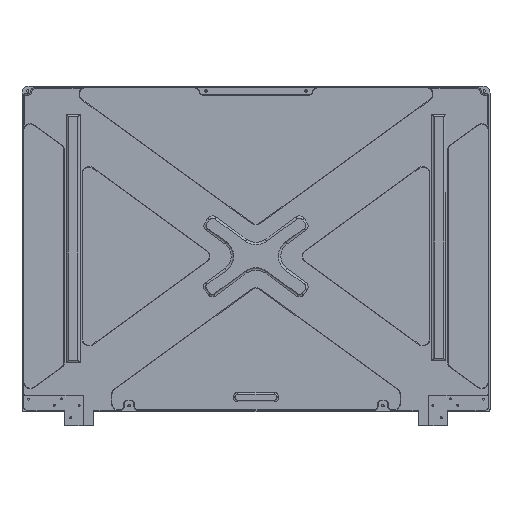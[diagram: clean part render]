
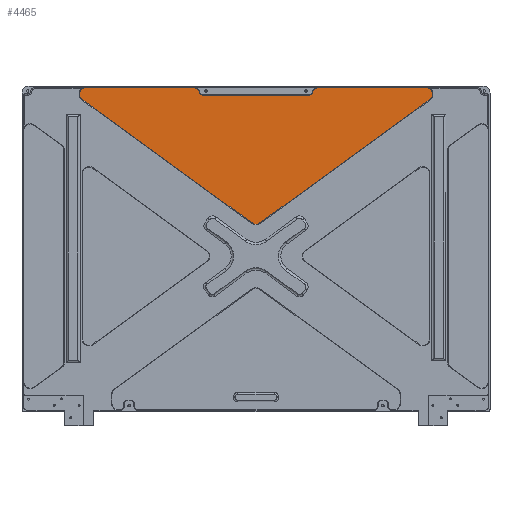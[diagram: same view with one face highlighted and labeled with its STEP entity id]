
A CAD part, top view. The second image highlights one B-rep face of the part: STEP entity #4465.
In plain terms, the highlighted planar face has unit normal (0, 0, 1).
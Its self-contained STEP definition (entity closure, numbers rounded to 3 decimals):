
#413=FACE_OUTER_BOUND('',#695,.T.);
#695=EDGE_LOOP('',(#3769,#3770,#3771,#3772,#3773,#3774,#3775,#3776,#3777,
#3778,#3779,#3780));
#1047=LINE('',#7795,#1389);
#1048=LINE('',#7803,#1390);
#1049=LINE('',#7837,#1391);
#1051=LINE('',#7840,#1393);
#1052=LINE('',#7842,#1394);
#1389=VECTOR('',#6167,10.);
#1390=VECTOR('',#6178,10.);
#1391=VECTOR('',#6223,10.);
#1393=VECTOR('',#6227,10.);
#1394=VECTOR('',#6230,10.);
#1690=CIRCLE('',#4949,5.6);
#1693=CIRCLE('',#4954,5.6);
#1696=CIRCLE('',#4959,5.6);
#1700=CIRCLE('',#4964,5.6);
#1702=CIRCLE('',#4967,2.4);
#1707=CIRCLE('',#4973,2.4);
#1709=CIRCLE('',#4976,5.6);
#2092=VERTEX_POINT('',#7787);
#2093=VERTEX_POINT('',#7789);
#2094=VERTEX_POINT('',#7793);
#2095=VERTEX_POINT('',#7797);
#2096=VERTEX_POINT('',#7801);
#2097=VERTEX_POINT('',#7805);
#2098=VERTEX_POINT('',#7809);
#2100=VERTEX_POINT('',#7813);
#2102=VERTEX_POINT('',#7818);
#2103=VERTEX_POINT('',#7823);
#2106=VERTEX_POINT('',#7828);
#2107=VERTEX_POINT('',#7832);
#2668=EDGE_CURVE('',#2093,#2092,#1690,.T.);
#2670=EDGE_CURVE('',#2094,#2093,#1047,.T.);
#2672=EDGE_CURVE('',#2095,#2094,#1693,.T.);
#2674=EDGE_CURVE('',#2096,#2095,#1048,.T.);
#2676=EDGE_CURVE('',#2097,#2096,#1696,.T.);
#2680=EDGE_CURVE('',#2100,#2098,#1700,.T.);
#2682=EDGE_CURVE('',#2102,#2100,#1702,.T.);
#2687=EDGE_CURVE('',#2106,#2103,#1707,.T.);
#2689=EDGE_CURVE('',#2107,#2106,#1709,.T.);
#2691=EDGE_CURVE('',#2103,#2102,#1049,.T.);
#2693=EDGE_CURVE('',#2092,#2107,#1051,.T.);
#2694=EDGE_CURVE('',#2098,#2097,#1052,.T.);
#3769=ORIENTED_EDGE('',*,*,#2687,.F.);
#3770=ORIENTED_EDGE('',*,*,#2689,.F.);
#3771=ORIENTED_EDGE('',*,*,#2693,.F.);
#3772=ORIENTED_EDGE('',*,*,#2668,.F.);
#3773=ORIENTED_EDGE('',*,*,#2670,.F.);
#3774=ORIENTED_EDGE('',*,*,#2672,.F.);
#3775=ORIENTED_EDGE('',*,*,#2674,.F.);
#3776=ORIENTED_EDGE('',*,*,#2676,.F.);
#3777=ORIENTED_EDGE('',*,*,#2694,.F.);
#3778=ORIENTED_EDGE('',*,*,#2680,.F.);
#3779=ORIENTED_EDGE('',*,*,#2682,.F.);
#3780=ORIENTED_EDGE('',*,*,#2691,.F.);
#4239=PLANE('',#4985);
#4465=ADVANCED_FACE('',(#413),#4239,.F.);
#4949=AXIS2_PLACEMENT_3D('',#7791,#6161,#6162);
#4954=AXIS2_PLACEMENT_3D('',#7799,#6172,#6173);
#4959=AXIS2_PLACEMENT_3D('',#7807,#6183,#6184);
#4964=AXIS2_PLACEMENT_3D('',#7815,#6193,#6194);
#4967=AXIS2_PLACEMENT_3D('',#7820,#6199,#6200);
#4973=AXIS2_PLACEMENT_3D('',#7830,#6211,#6212);
#4976=AXIS2_PLACEMENT_3D('',#7834,#6217,#6218);
#4985=AXIS2_PLACEMENT_3D('',#7851,#6241,#6242);
#6161=DIRECTION('center_axis',(0.,0.,-1.));
#6162=DIRECTION('ref_axis',(-0.951,0.309,0.));
#6167=DIRECTION('',(-0.809,0.588,0.));
#6172=DIRECTION('center_axis',(0.,0.,-1.));
#6173=DIRECTION('ref_axis',(0.,-1.,0.));
#6178=DIRECTION('',(-0.809,-0.588,0.));
#6183=DIRECTION('center_axis',(0.,0.,-1.));
#6184=DIRECTION('ref_axis',(0.951,0.309,0.));
#6193=DIRECTION('center_axis',(0.,0.,-1.));
#6194=DIRECTION('ref_axis',(-0.625,0.781,0.));
#6199=DIRECTION('center_axis',(0.,0.,1.));
#6200=DIRECTION('ref_axis',(0.625,-0.781,0.));
#6211=DIRECTION('center_axis',(0.,0.,1.));
#6212=DIRECTION('ref_axis',(-0.625,-0.781,0.));
#6217=DIRECTION('center_axis',(0.,0.,-1.));
#6218=DIRECTION('ref_axis',(0.625,0.781,0.));
#6223=DIRECTION('',(1.,0.,0.));
#6227=DIRECTION('',(1.,0.,0.));
#6230=DIRECTION('',(1.,0.,0.));
#6241=DIRECTION('center_axis',(0.,0.,-1.));
#6242=DIRECTION('ref_axis',(-1.,0.,0.));
#7787=CARTESIAN_POINT('',(53.196,260.15,-7.));
#7789=CARTESIAN_POINT('',(49.906,250.018,-7.));
#7791=CARTESIAN_POINT('Origin',(53.196,254.55,-7.));
#7793=CARTESIAN_POINT('',(194.24,145.227,-7.));
#7795=CARTESIAN_POINT('',(200.535,140.657,-7.));
#7797=CARTESIAN_POINT('',(200.82,145.227,-7.));
#7799=CARTESIAN_POINT('Origin',(197.53,149.759,-7.));
#7801=CARTESIAN_POINT('',(345.154,250.018,-7.));
#7803=CARTESIAN_POINT('',(266.692,193.052,-7.));
#7805=CARTESIAN_POINT('',(341.864,260.15,-7.));
#7807=CARTESIAN_POINT('Origin',(341.864,254.55,-7.));
#7809=CARTESIAN_POINT('',(251.03,260.15,-7.));
#7813=CARTESIAN_POINT('',(245.566,255.775,-7.));
#7815=CARTESIAN_POINT('Origin',(251.03,254.55,-7.));
#7818=CARTESIAN_POINT('',(243.224,253.9,-7.));
#7820=CARTESIAN_POINT('Origin',(243.224,256.3,-7.));
#7823=CARTESIAN_POINT('',(151.836,253.9,-7.));
#7828=CARTESIAN_POINT('',(149.494,255.775,-7.));
#7830=CARTESIAN_POINT('Origin',(151.836,256.3,-7.));
#7832=CARTESIAN_POINT('',(144.03,260.15,-7.));
#7834=CARTESIAN_POINT('Origin',(144.03,254.55,-7.));
#7837=CARTESIAN_POINT('',(173.78,253.9,-7.));
#7840=CARTESIAN_POINT('',(98.64,260.15,-7.));
#7842=CARTESIAN_POINT('',(98.64,260.15,-7.));
#7851=CARTESIAN_POINT('Origin',(197.53,123.275,-7.));
